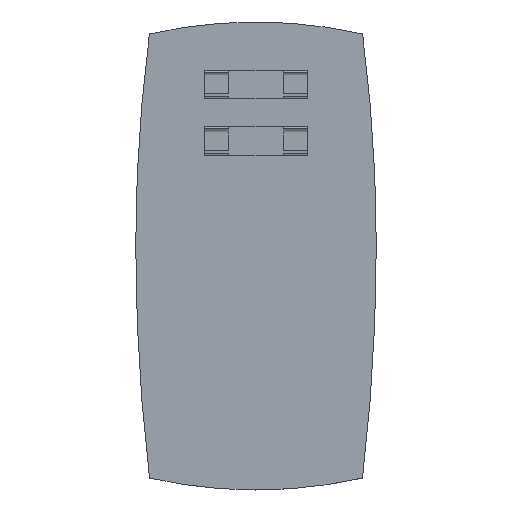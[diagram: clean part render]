
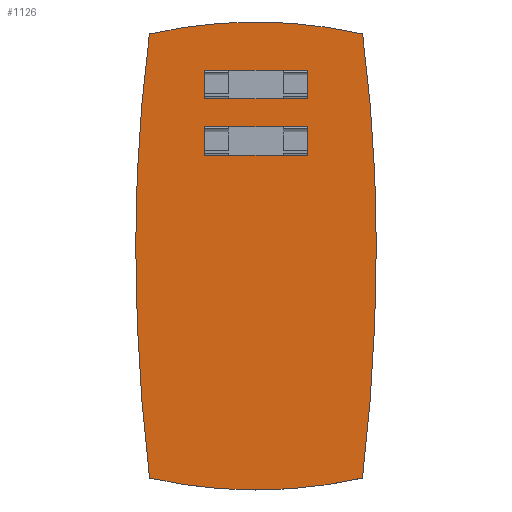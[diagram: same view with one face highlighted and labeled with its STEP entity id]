
A CAD part, top view. The second image highlights one B-rep face of the part: STEP entity #1126.
In plain terms, the highlighted face is planar.
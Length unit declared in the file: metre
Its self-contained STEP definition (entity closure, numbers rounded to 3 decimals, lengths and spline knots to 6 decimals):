
#96=CIRCLE('',#1306,0.109786);
#99=CIRCLE('',#1310,0.109786);
#100=CIRCLE('',#1312,0.44975);
#102=CIRCLE('',#1315,0.373321);
#104=CIRCLE('',#1318,0.109786);
#106=CIRCLE('',#1321,0.373321);
#108=CIRCLE('',#1324,0.44975);
#111=CIRCLE('',#1328,0.109786);
#197=FACE_OUTER_BOUND('',#259,.T.);
#259=EDGE_LOOP('',(#972,#973,#974,#975,#976,#977,#978,#979));
#532=VERTEX_POINT('',#1951);
#534=VERTEX_POINT('',#1954);
#537=VERTEX_POINT('',#1961);
#539=VERTEX_POINT('',#1965);
#540=VERTEX_POINT('',#1969);
#542=VERTEX_POINT('',#1978);
#544=VERTEX_POINT('',#1984);
#546=VERTEX_POINT('',#1990);
#669=EDGE_CURVE('',#532,#534,#96,.T.);
#675=EDGE_CURVE('',#537,#539,#99,.F.);
#676=EDGE_CURVE('',#534,#540,#100,.T.);
#679=EDGE_CURVE('',#540,#539,#102,.T.);
#681=EDGE_CURVE('',#542,#537,#104,.F.);
#684=EDGE_CURVE('',#542,#544,#106,.T.);
#687=EDGE_CURVE('',#544,#546,#108,.T.);
#691=EDGE_CURVE('',#546,#532,#111,.T.);
#972=ORIENTED_EDGE('',*,*,#676,.F.);
#973=ORIENTED_EDGE('',*,*,#669,.F.);
#974=ORIENTED_EDGE('',*,*,#691,.F.);
#975=ORIENTED_EDGE('',*,*,#687,.F.);
#976=ORIENTED_EDGE('',*,*,#684,.F.);
#977=ORIENTED_EDGE('',*,*,#681,.T.);
#978=ORIENTED_EDGE('',*,*,#675,.T.);
#979=ORIENTED_EDGE('',*,*,#679,.F.);
#1017=PLANE('',#1330);
#1126=ADVANCED_FACE('',(#197),#1017,.F.);
#1306=AXIS2_PLACEMENT_3D('',#1955,#1616,#1617);
#1310=AXIS2_PLACEMENT_3D('',#1967,#1627,#1628);
#1312=AXIS2_PLACEMENT_3D('',#1970,#1631,#1632);
#1315=AXIS2_PLACEMENT_3D('',#1975,#1638,#1639);
#1318=AXIS2_PLACEMENT_3D('',#1979,#1644,#1645);
#1321=AXIS2_PLACEMENT_3D('',#1985,#1651,#1652);
#1324=AXIS2_PLACEMENT_3D('',#1991,#1658,#1659);
#1328=AXIS2_PLACEMENT_3D('',#1997,#1667,#1668);
#1330=AXIS2_PLACEMENT_3D('',#1999,#1671,#1672);
#1616=DIRECTION('center_axis',(0.,0.,1.));
#1617=DIRECTION('ref_axis',(0.,-1.,0.));
#1627=DIRECTION('center_axis',(0.,0.,1.));
#1628=DIRECTION('ref_axis',(0.,-1.,0.));
#1631=DIRECTION('center_axis',(0.,0.,1.));
#1632=DIRECTION('ref_axis',(0.,-1.,0.));
#1638=DIRECTION('center_axis',(0.,0.,1.));
#1639=DIRECTION('ref_axis',(0.,-1.,0.));
#1644=DIRECTION('center_axis',(0.,0.,1.));
#1645=DIRECTION('ref_axis',(0.,-1.,0.));
#1651=DIRECTION('center_axis',(0.,0.,1.));
#1652=DIRECTION('ref_axis',(0.,-1.,0.));
#1658=DIRECTION('center_axis',(0.,0.,1.));
#1659=DIRECTION('ref_axis',(0.,-1.,0.));
#1667=DIRECTION('center_axis',(0.,0.,1.));
#1668=DIRECTION('ref_axis',(0.,-1.,0.));
#1671=DIRECTION('center_axis',(0.,0.,1.));
#1672=DIRECTION('ref_axis',(0.,-1.,0.));
#1951=CARTESIAN_POINT('',(0.027666,0.,0.));
#1954=CARTESIAN_POINT('',(0.051834,0.002731,0.));
#1955=CARTESIAN_POINT('Origin',(0.0275,0.109786,0.));
#1961=CARTESIAN_POINT('',(0.027666,0.107,0.));
#1965=CARTESIAN_POINT('',(0.051867,0.104262,0.));
#1967=CARTESIAN_POINT('Origin',(0.0275,-0.002786,0.));
#1969=CARTESIAN_POINT('',(0.055,0.056,0.));
#1970=CARTESIAN_POINT('Origin',(-0.39475,0.056,0.));
#1975=CARTESIAN_POINT('Origin',(-0.318321,0.056,0.));
#1978=CARTESIAN_POINT('',(0.003133,0.104262,0.));
#1979=CARTESIAN_POINT('Origin',(0.0275,-0.002786,0.));
#1984=CARTESIAN_POINT('',(0.,0.056,0.));
#1985=CARTESIAN_POINT('Origin',(0.373321,0.056,0.));
#1990=CARTESIAN_POINT('',(0.003166,0.002731,0.));
#1991=CARTESIAN_POINT('Origin',(0.44975,0.056,0.));
#1997=CARTESIAN_POINT('Origin',(0.0275,0.109786,0.));
#1999=CARTESIAN_POINT('Origin',(0.,0.,0.));
